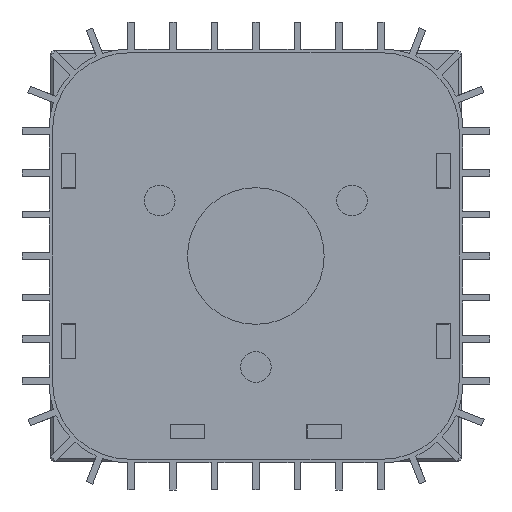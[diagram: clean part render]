
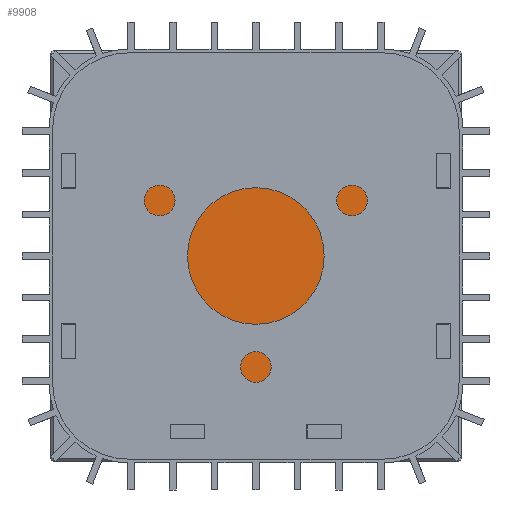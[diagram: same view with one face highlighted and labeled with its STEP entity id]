
A CAD part, front view. The second image highlights one B-rep face of the part: STEP entity #9908.
In plain terms, the highlighted planar face has unit normal (0, -1, 0).
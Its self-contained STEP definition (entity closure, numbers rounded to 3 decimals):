
#437 = CARTESIAN_POINT ( 'NONE',  ( 0., 125., -42.5 ) ) ;
#663 = DIRECTION ( 'NONE',  ( 0., -1., 0. ) ) ;
#1963 = DIRECTION ( 'NONE',  ( 0., 0., -1. ) ) ;
#2050 = CARTESIAN_POINT ( 'NONE',  ( 0., 125., 0. ) ) ;
#3411 = DIRECTION ( 'NONE',  ( 0., -1., 0. ) ) ;
#3500 = DIRECTION ( 'NONE',  ( 0., 0., -1. ) ) ;
#3659 = VERTEX_POINT ( 'NONE', #437 ) ;
#3781 = EDGE_LOOP ( 'NONE', ( #16880, #16939 ) ) ;
#6612 = CARTESIAN_POINT ( 'NONE',  ( 0., 125., 0. ) ) ;
#6786 = EDGE_CURVE ( 'NONE', #11484, #3659, #15974, .T. ) ;
#8009 = AXIS2_PLACEMENT_3D ( 'NONE', #2050, #11871, #1963 ) ;
#8036 = AXIS2_PLACEMENT_3D ( 'NONE', #11769, #3411, #3500 ) ;
#9908 = ADVANCED_FACE ( 'NONE', ( #13401 ), #12183, .T. ) ;
#10642 = DIRECTION ( 'NONE',  ( 0., 0., -1. ) ) ;
#11484 = VERTEX_POINT ( 'NONE', #16736 ) ;
#11769 = CARTESIAN_POINT ( 'NONE',  ( 0., 125., 0. ) ) ;
#11871 = DIRECTION ( 'NONE',  ( 0., -1., 0. ) ) ;
#11944 = AXIS2_PLACEMENT_3D ( 'NONE', #6612, #663, #10642 ) ;
#12183 = PLANE ( 'NONE',  #11944 ) ;
#13401 = FACE_OUTER_BOUND ( 'NONE', #3781, .T. ) ;
#15584 = EDGE_CURVE ( 'NONE', #3659, #11484, #17705, .T. ) ;
#15974 = CIRCLE ( 'NONE', #8036, 42.5 ) ;
#16736 = CARTESIAN_POINT ( 'NONE',  ( 0., 125., 42.5 ) ) ;
#16880 = ORIENTED_EDGE ( 'NONE', *, *, #15584, .T. ) ;
#16939 = ORIENTED_EDGE ( 'NONE', *, *, #6786, .T. ) ;
#17705 = CIRCLE ( 'NONE', #8009, 42.5 ) ;
